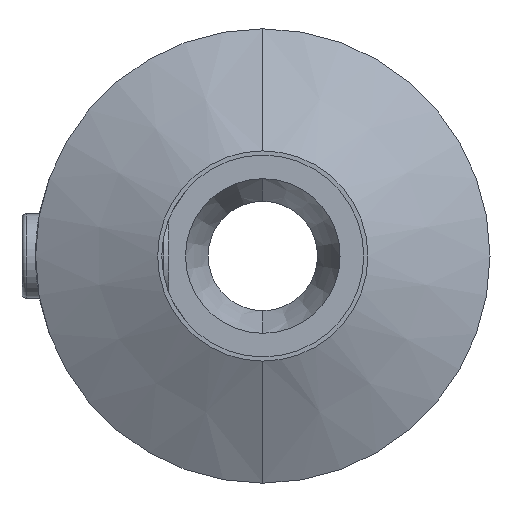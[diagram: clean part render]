
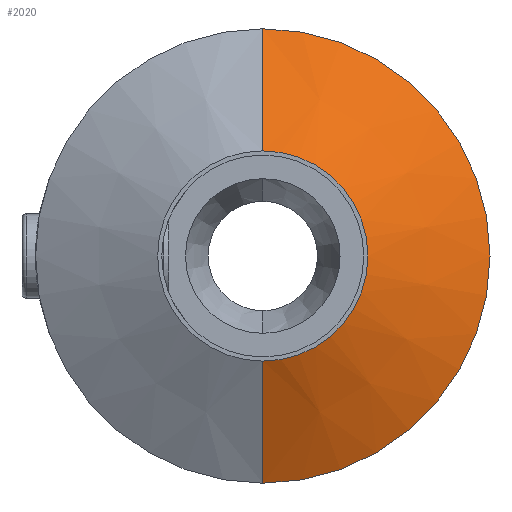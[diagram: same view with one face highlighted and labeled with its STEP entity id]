
A CAD part, left-side view. The second image highlights one B-rep face of the part: STEP entity #2020.
In plain terms, the highlighted conical face has half-angle 63.137 degrees and reference radius 13.5 mm.
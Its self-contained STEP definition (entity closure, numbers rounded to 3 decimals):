
#153 = DIRECTION ( 'NONE',  ( 0.452, 0., 0.892 ) ) ;
#174 = CARTESIAN_POINT ( 'NONE',  ( -28., 0., -6.247 ) ) ;
#191 = DIRECTION ( 'NONE',  ( 1., 0., 0. ) ) ;
#552 = FACE_OUTER_BOUND ( 'NONE', #2626, .T. ) ;
#564 = CARTESIAN_POINT ( 'NONE',  ( -24.326, 0., 13.5 ) ) ;
#972 = CIRCLE ( 'NONE', #1571, 13.5 ) ;
#978 = DIRECTION ( 'NONE',  ( 0., 0., 1. ) ) ;
#1015 = DIRECTION ( 'NONE',  ( -1., 0., 0. ) ) ;
#1037 = AXIS2_PLACEMENT_3D ( 'NONE', #3852, #191, #2955 ) ;
#1136 = VERTEX_POINT ( 'NONE', #1849 ) ;
#1153 = VERTEX_POINT ( 'NONE', #174 ) ;
#1263 = LINE ( 'NONE', #2800, #3590 ) ;
#1331 = AXIS2_PLACEMENT_3D ( 'NONE', #3769, #2996, #978 ) ;
#1571 = AXIS2_PLACEMENT_3D ( 'NONE', #3469, #1015, #1875 ) ;
#1836 = ORIENTED_EDGE ( 'NONE', *, *, #2491, .T. ) ;
#1849 = CARTESIAN_POINT ( 'NONE',  ( -24.326, 0., -13.5 ) ) ;
#1875 = DIRECTION ( 'NONE',  ( 0., 0., 1. ) ) ;
#1980 = CARTESIAN_POINT ( 'NONE',  ( -24.326, 0., 13.5 ) ) ;
#2020 = ADVANCED_FACE ( 'NONE', ( #552 ), #3156, .T. ) ;
#2491 = EDGE_CURVE ( 'NONE', #1153, #1136, #1263, .T. ) ;
#2626 = EDGE_LOOP ( 'NONE', ( #3767, #3065, #1836, #3878 ) ) ;
#2685 = CIRCLE ( 'NONE', #1331, 6.247 ) ;
#2800 = CARTESIAN_POINT ( 'NONE',  ( -24.326, 0., -13.5 ) ) ;
#2955 = DIRECTION ( 'NONE',  ( 0., 0., -1. ) ) ;
#2987 = LINE ( 'NONE', #564, #3091 ) ;
#2996 = DIRECTION ( 'NONE',  ( -1., 0., 0. ) ) ;
#3065 = ORIENTED_EDGE ( 'NONE', *, *, #3209, .F. ) ;
#3091 = VECTOR ( 'NONE', #153, 1000. ) ;
#3156 = CONICAL_SURFACE ( 'NONE', #1037, 13.5, 1.102 ) ;
#3163 = CARTESIAN_POINT ( 'NONE',  ( -28., 0., 6.247 ) ) ;
#3209 = EDGE_CURVE ( 'NONE', #1153, #3985, #2685, .T. ) ;
#3469 = CARTESIAN_POINT ( 'NONE',  ( -24.326, 0., 0. ) ) ;
#3590 = VECTOR ( 'NONE', #4936, 1000. ) ;
#3767 = ORIENTED_EDGE ( 'NONE', *, *, #3916, .F. ) ;
#3769 = CARTESIAN_POINT ( 'NONE',  ( -28., 0., 0. ) ) ;
#3852 = CARTESIAN_POINT ( 'NONE',  ( -24.326, 0., 0. ) ) ;
#3878 = ORIENTED_EDGE ( 'NONE', *, *, #3886, .T. ) ;
#3886 = EDGE_CURVE ( 'NONE', #1136, #4114, #972, .T. ) ;
#3916 = EDGE_CURVE ( 'NONE', #3985, #4114, #2987, .T. ) ;
#3985 = VERTEX_POINT ( 'NONE', #3163 ) ;
#4114 = VERTEX_POINT ( 'NONE', #1980 ) ;
#4936 = DIRECTION ( 'NONE',  ( 0.452, 0., -0.892 ) ) ;
